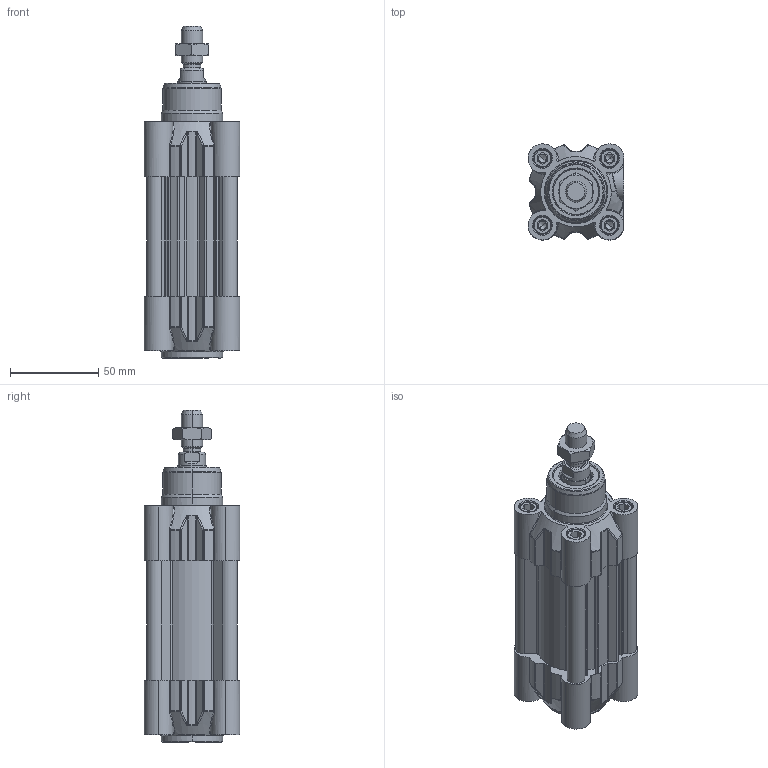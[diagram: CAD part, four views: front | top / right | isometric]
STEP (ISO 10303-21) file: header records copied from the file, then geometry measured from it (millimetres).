
FILE_DESCRIPTION (( 'STEP AP214' ), '1' );
FILE_NAME ('HDMA040-0025.STEP', '2020-04-23T12:30:34', ( '' ), ( '' ), 'SwSTEP 2.0', 'SolidWorks 2020', '' );
FILE_SCHEMA (( 'AUTOMOTIVE_DESIGN' ));
Length unit declared in the file: millimetre
Products named in the file (1): HDMA040-0025
Bounding box: 54.5 x 54.5 x 188.5 mm (x, y, z)
Surface area: 109763.7 mm2 (no closed solid volume)
Topology: 0 solids, 25 shells, 1397 faces, 3330 edges, 2052 vertices
Faces by surface type: cylinder 444, plane 411, cone 230, torus 156, bspline 130, sphere 26
Entity records: 73039 total; most frequent: CARTESIAN_POINT 29735, ORIENTED_EDGE 6620, DIRECTION 4194, EDGE_CURVE 3310, VERTEX_POINT 2052, B_SPLINE_CURVE_WITH_KNOTS 2038, AXIS2_PLACEMENT_3D 1698, EDGE_LOOP 1548
